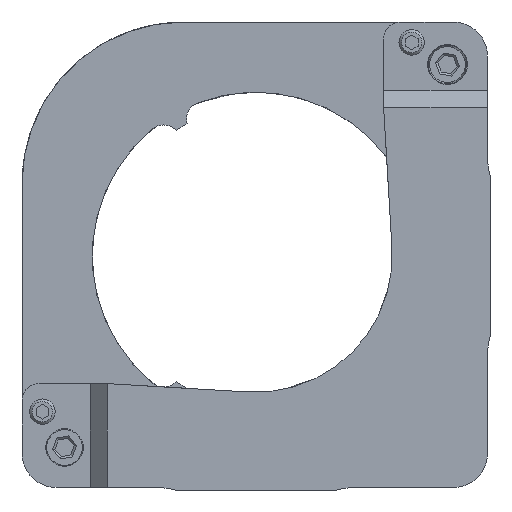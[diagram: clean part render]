
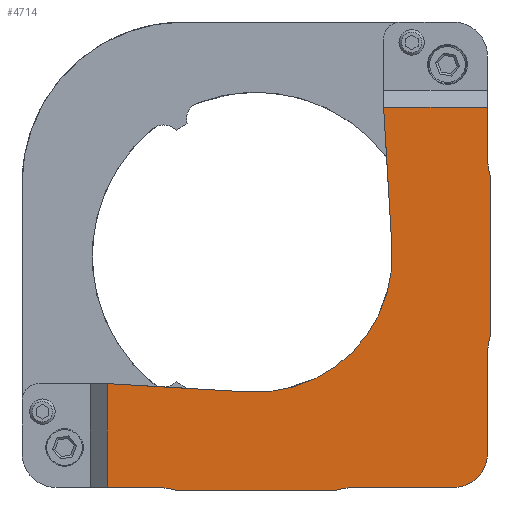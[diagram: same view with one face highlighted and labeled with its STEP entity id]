
A CAD part, left-side view. The second image highlights one B-rep face of the part: STEP entity #4714.
In plain terms, the highlighted planar face has unit normal (-1, 0, 0).
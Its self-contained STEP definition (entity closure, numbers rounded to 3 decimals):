
#309=CIRCLE('',#5122,8.);
#310=CIRCLE('',#5124,8.);
#313=CIRCLE('',#5128,8.);
#314=CIRCLE('',#5130,8.);
#317=CIRCLE('',#5135,4.);
#338=CIRCLE('',#5176,16.);
#656=FACE_OUTER_BOUND('',#923,.T.);
#923=EDGE_LOOP('',(#3965,#3966,#3967,#3968,#3969,#3970,#3971,#3972,#3973,
#3974,#3975,#3976,#3977,#3978,#3979,#3980));
#1195=LINE('',#7507,#1569);
#1203=LINE('',#7628,#1577);
#1207=LINE('',#7645,#1581);
#1215=LINE('',#7675,#1589);
#1225=LINE('',#7719,#1599);
#1249=LINE('',#7796,#1623);
#1257=LINE('',#7808,#1631);
#1276=LINE('',#7905,#1650);
#1301=LINE('',#7965,#1675);
#1303=LINE('',#7968,#1677);
#1569=VECTOR('',#6127,10.);
#1577=VECTOR('',#6201,10.);
#1581=VECTOR('',#6215,10.);
#1589=VECTOR('',#6249,10.);
#1599=VECTOR('',#6299,10.);
#1623=VECTOR('',#6365,10.);
#1631=VECTOR('',#6375,10.);
#1650=VECTOR('',#6410,10.);
#1675=VECTOR('',#6477,10.);
#1677=VECTOR('',#6481,10.);
#1993=VERTEX_POINT('',#7500);
#1996=VERTEX_POINT('',#7505);
#2025=VERTEX_POINT('',#7625);
#2026=VERTEX_POINT('',#7627);
#2032=VERTEX_POINT('',#7641);
#2034=VERTEX_POINT('',#7644);
#2037=VERTEX_POINT('',#7652);
#2038=VERTEX_POINT('',#7656);
#2040=VERTEX_POINT('',#7665);
#2043=VERTEX_POINT('',#7672);
#2056=VERTEX_POINT('',#7716);
#2089=VERTEX_POINT('',#7795);
#2091=VERTEX_POINT('',#7800);
#2097=VERTEX_POINT('',#7841);
#2098=VERTEX_POINT('',#7843);
#2112=VERTEX_POINT('',#7904);
#2582=EDGE_CURVE('',#1993,#1996,#1195,.T.);
#2617=EDGE_CURVE('',#2026,#2025,#1203,.T.);
#2625=EDGE_CURVE('',#2034,#2032,#1207,.T.);
#2630=EDGE_CURVE('',#2025,#2037,#309,.F.);
#2631=EDGE_CURVE('',#2038,#2026,#310,.F.);
#2635=EDGE_CURVE('',#1996,#2034,#313,.F.);
#2636=EDGE_CURVE('',#2040,#1993,#314,.F.);
#2641=EDGE_CURVE('',#2043,#2038,#1215,.T.);
#2643=EDGE_CURVE('',#2043,#2032,#317,.T.);
#2661=EDGE_CURVE('',#2037,#2056,#1225,.T.);
#2697=EDGE_CURVE('',#2089,#2056,#1249,.T.);
#2705=EDGE_CURVE('',#2091,#2040,#1257,.T.);
#2711=EDGE_CURVE('',#2098,#2097,#338,.T.);
#2731=EDGE_CURVE('',#2091,#2112,#1276,.T.);
#2766=EDGE_CURVE('',#2089,#2098,#1301,.T.);
#2768=EDGE_CURVE('',#2097,#2112,#1303,.T.);
#3965=ORIENTED_EDGE('',*,*,#2697,.F.);
#3966=ORIENTED_EDGE('',*,*,#2766,.T.);
#3967=ORIENTED_EDGE('',*,*,#2711,.T.);
#3968=ORIENTED_EDGE('',*,*,#2768,.T.);
#3969=ORIENTED_EDGE('',*,*,#2731,.F.);
#3970=ORIENTED_EDGE('',*,*,#2705,.T.);
#3971=ORIENTED_EDGE('',*,*,#2636,.T.);
#3972=ORIENTED_EDGE('',*,*,#2582,.T.);
#3973=ORIENTED_EDGE('',*,*,#2635,.T.);
#3974=ORIENTED_EDGE('',*,*,#2625,.T.);
#3975=ORIENTED_EDGE('',*,*,#2643,.F.);
#3976=ORIENTED_EDGE('',*,*,#2641,.T.);
#3977=ORIENTED_EDGE('',*,*,#2631,.T.);
#3978=ORIENTED_EDGE('',*,*,#2617,.T.);
#3979=ORIENTED_EDGE('',*,*,#2630,.T.);
#3980=ORIENTED_EDGE('',*,*,#2661,.T.);
#4244=PLANE('',#5208);
#4714=ADVANCED_FACE('',(#656),#4244,.T.);
#5122=AXIS2_PLACEMENT_3D('',#7654,#6223,#6224);
#5124=AXIS2_PLACEMENT_3D('',#7657,#6227,#6228);
#5128=AXIS2_PLACEMENT_3D('',#7663,#6236,#6237);
#5130=AXIS2_PLACEMENT_3D('',#7666,#6240,#6241);
#5135=AXIS2_PLACEMENT_3D('',#7678,#6254,#6255);
#5176=AXIS2_PLACEMENT_3D('',#7844,#6380,#6381);
#5208=AXIS2_PLACEMENT_3D('',#7973,#6488,#6489);
#6127=DIRECTION('',(0.,-1.,0.));
#6201=DIRECTION('',(0.,0.,1.));
#6215=DIRECTION('',(0.,-1.,0.));
#6223=DIRECTION('center_axis',(-1.,0.,0.));
#6224=DIRECTION('ref_axis',(0.,0.963,-0.271));
#6227=DIRECTION('center_axis',(-1.,0.,0.));
#6228=DIRECTION('ref_axis',(0.,0.963,0.271));
#6236=DIRECTION('center_axis',(-1.,0.,0.));
#6237=DIRECTION('ref_axis',(0.,0.271,0.963));
#6240=DIRECTION('center_axis',(-1.,0.,0.));
#6241=DIRECTION('ref_axis',(0.,-0.271,0.963));
#6249=DIRECTION('',(0.,0.,1.));
#6254=DIRECTION('center_axis',(1.,0.,0.));
#6255=DIRECTION('ref_axis',(0.,-0.707,-0.707));
#6299=DIRECTION('',(0.,0.,1.));
#6365=DIRECTION('',(0.,-1.,0.));
#6375=DIRECTION('',(0.,-1.,0.));
#6380=DIRECTION('center_axis',(1.,0.,0.));
#6381=DIRECTION('ref_axis',(0.,0.,-1.));
#6410=DIRECTION('',(0.,0.,1.));
#6477=DIRECTION('',(0.,-0.059,-0.998));
#6481=DIRECTION('',(0.,0.998,0.059));
#6488=DIRECTION('center_axis',(-1.,0.,0.));
#6489=DIRECTION('ref_axis',(0.,0.,1.));
#7500=CARTESIAN_POINT('',(-17.8,9.5,-27.5));
#7505=CARTESIAN_POINT('',(-17.8,-9.5,-27.5));
#7507=CARTESIAN_POINT('',(-17.8,-27.5,-27.5));
#7625=CARTESIAN_POINT('',(-17.8,-27.5,9.5));
#7627=CARTESIAN_POINT('',(-17.8,-27.5,-9.5));
#7628=CARTESIAN_POINT('',(-17.8,-27.5,27.5));
#7641=CARTESIAN_POINT('',(-17.8,-23.2,-27.2));
#7644=CARTESIAN_POINT('',(-17.8,-11.67,-27.2));
#7645=CARTESIAN_POINT('',(-17.8,-4.75,-27.2));
#7652=CARTESIAN_POINT('',(-17.8,-27.2,11.67));
#7654=CARTESIAN_POINT('Origin',(-17.8,-35.2,11.67));
#7656=CARTESIAN_POINT('',(-17.8,-27.2,-11.67));
#7657=CARTESIAN_POINT('Origin',(-17.8,-35.2,-11.67));
#7663=CARTESIAN_POINT('Origin',(-17.8,-11.67,-35.2));
#7665=CARTESIAN_POINT('',(-17.8,11.67,-27.2));
#7666=CARTESIAN_POINT('Origin',(-17.8,11.67,-35.2));
#7672=CARTESIAN_POINT('',(-17.8,-27.2,-23.2));
#7675=CARTESIAN_POINT('',(-17.8,-27.2,-13.75));
#7678=CARTESIAN_POINT('Origin',(-17.8,-23.2,-23.2));
#7716=CARTESIAN_POINT('',(-17.8,-27.2,17.5));
#7719=CARTESIAN_POINT('',(-17.8,-27.2,4.75));
#7795=CARTESIAN_POINT('',(-17.8,-15.,17.5));
#7796=CARTESIAN_POINT('',(-17.8,-15.947,17.5));
#7800=CARTESIAN_POINT('',(-17.8,17.5,-27.2));
#7808=CARTESIAN_POINT('',(-17.8,13.75,-27.2));
#7841=CARTESIAN_POINT('',(-17.8,0.938,-15.972));
#7843=CARTESIAN_POINT('',(-17.8,-15.972,0.938));
#7844=CARTESIAN_POINT('Origin',(-17.8,0.,0.));
#7904=CARTESIAN_POINT('',(-17.8,17.5,-15.));
#7905=CARTESIAN_POINT('',(-17.8,17.5,-2.447));
#7965=CARTESIAN_POINT('',(-17.8,-15.486,9.219));
#7968=CARTESIAN_POINT('',(-17.8,0.938,-15.972));
#7973=CARTESIAN_POINT('Origin',(-17.8,0.,0.));
